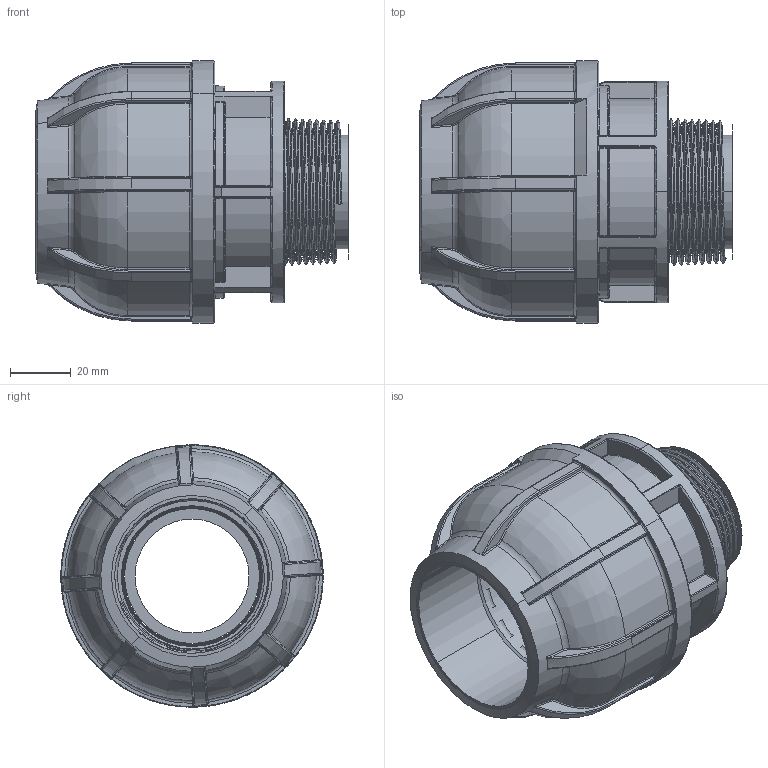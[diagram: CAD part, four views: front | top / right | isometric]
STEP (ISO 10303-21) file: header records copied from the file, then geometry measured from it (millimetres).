
FILE_DESCRIPTION (( 'STEP AP203' ), '1' );
FILE_NAME ('R211.050.112.step', '2013-11-19T09:11:36', ( 'Alusic' ), ( 'Alusic' ), 'SwSTEP 2.0', 'SolidWorks 2011', '' );
FILE_SCHEMA (( 'CONFIG_CONTROL_DESIGN' ));
Products named in the file (1): R211.050.112
Bounding box: 102.95 x 86.48 x 86.48 mm (x, y, z)
Surface area: 65655.8 mm2 (no closed solid volume)
Topology: 0 solids, 18 shells, 822 faces, 2634 edges, 1689 vertices
Faces by surface type: cylinder 259, bspline 209, plane 169, torus 152, sphere 22, cone 11
Entity records: 52309 total; most frequent: CARTESIAN_POINT 32041, ORIENTED_EDGE 4112, DIRECTION 3918, EDGE_CURVE 2598, VERTEX_POINT 1689, AXIS2_PLACEMENT_3D 1651, CIRCLE 1037, B_SPLINE_CURVE_WITH_KNOTS 842
